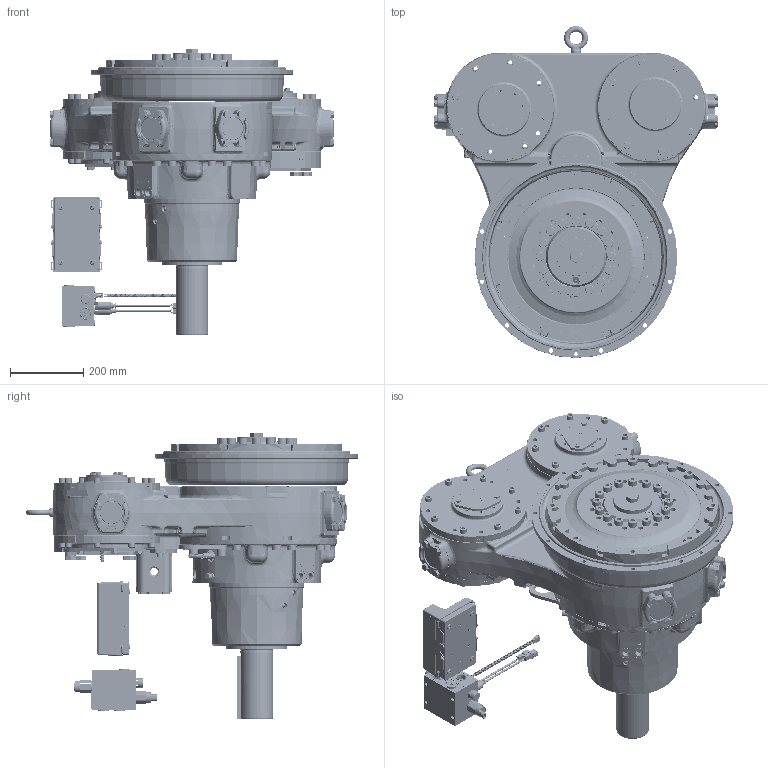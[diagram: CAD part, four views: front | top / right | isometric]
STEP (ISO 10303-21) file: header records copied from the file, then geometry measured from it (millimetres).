
FILE_DESCRIPTION (( 'STEP AP214' ), '1' );
FILE_NAME ('1029980A.step', '2021-08-05T20:01:43', ( 'TDI' ), ( 'Twin Disc Inc' ), 'SwSTEP 2.0', 'SolidWorks 2019', '' );
FILE_SCHEMA (( 'AUTOMOTIVE_DESIGN' ));
Length unit declared in the file: millimetre
Products named in the file (1): 1029980A
Bounding box: 772.32 x 905.39 x 781.85 mm (x, y, z)
Surface area: 3570797.4 mm2 (no closed solid volume)
Topology: 0 solids, 544 shells, 5081 faces, 24894 edges, 20046 vertices
Faces by surface type: plane 1892, cylinder 1695, cone 531, torus 484, bspline 402, sphere 77
Entity records: 421816 total; most frequent: CARTESIAN_POINT 180510, DIRECTION 34871, ORIENTED_EDGE 34556, EDGE_CURVE 24844, VERTEX_POINT 20033, LINE 11901, VECTOR 11901, AXIS2_PLACEMENT_3D 11485
